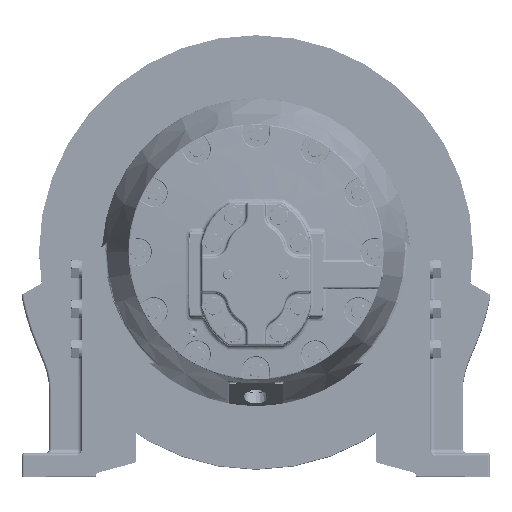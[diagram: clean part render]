
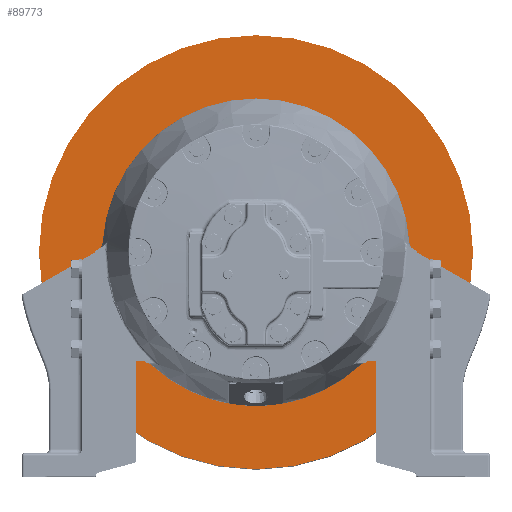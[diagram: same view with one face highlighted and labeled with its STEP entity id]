
A CAD part, top view. The second image highlights one B-rep face of the part: STEP entity #89773.
In plain terms, the highlighted planar face has unit normal (0, 0, 1).
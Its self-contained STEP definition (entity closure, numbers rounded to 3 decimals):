
#84167=CARTESIAN_POINT('',(0.,0.,-7.565));
#84168=DIRECTION('',(0.,0.,1.));
#84169=DIRECTION('',(1.,0.,0.));
#84170=AXIS2_PLACEMENT_3D('',#84167,#84168,#84169);
#84172=CARTESIAN_POINT('',(0.,0.,-7.565));
#84173=DIRECTION('',(0.,0.,1.));
#84174=DIRECTION('',(-1.,0.,0.));
#84175=AXIS2_PLACEMENT_3D('',#84172,#84173,#84174);
#84177=CARTESIAN_POINT('',(0.,0.,-7.565));
#84178=DIRECTION('',(0.,0.,-1.));
#84179=DIRECTION('',(-1.,0.,0.));
#84180=AXIS2_PLACEMENT_3D('',#84177,#84178,#84179);
#84182=CARTESIAN_POINT('',(0.,0.,-7.565));
#84183=DIRECTION('',(0.,0.,-1.));
#84184=DIRECTION('',(1.,0.,0.));
#84185=AXIS2_PLACEMENT_3D('',#84182,#84183,#84184);
#87647=CARTESIAN_POINT('',(12.,0.,-7.565));
#87648=CARTESIAN_POINT('',(-12.,0.,-7.565));
#87649=VERTEX_POINT('',#87647);
#87650=VERTEX_POINT('',#87648);
#87737=CARTESIAN_POINT('',(5.631,0.,-7.565));
#87739=VERTEX_POINT('',#87737);
#87742=CARTESIAN_POINT('',(-5.631,0.,-7.565));
#87743=VERTEX_POINT('',#87742);
#89758=CARTESIAN_POINT('',(-5.631,0.,-7.565));
#89759=DIRECTION('',(0.,0.,1.));
#89760=DIRECTION('',(-1.,0.,0.));
#89761=AXIS2_PLACEMENT_3D('',#89758,#89759,#89760);
#89762=PLANE('',#89761);
#89764=ORIENTED_EDGE('',*,*,#89763,.F.);
#89766=ORIENTED_EDGE('',*,*,#89765,.F.);
#89767=EDGE_LOOP('',(#89764,#89766));
#89768=FACE_OUTER_BOUND('',#89767,.F.);
#89769=ORIENTED_EDGE('',*,*,#89706,.F.);
#89770=ORIENTED_EDGE('',*,*,#89726,.F.);
#89771=EDGE_LOOP('',(#89769,#89770));
#89772=FACE_BOUND('',#89771,.F.);
#84171=CIRCLE('',#84170,12.);
#84176=CIRCLE('',#84175,12.);
#84181=CIRCLE('',#84180,5.631);
#84186=CIRCLE('',#84185,5.631);
#89706=EDGE_CURVE('',#87743,#87739,#84181,.T.);
#89726=EDGE_CURVE('',#87739,#87743,#84186,.T.);
#89763=EDGE_CURVE('',#87649,#87650,#84171,.T.);
#89765=EDGE_CURVE('',#87650,#87649,#84176,.T.);
#89773=ADVANCED_FACE('',(#89768,#89772),#89762,.T.);
